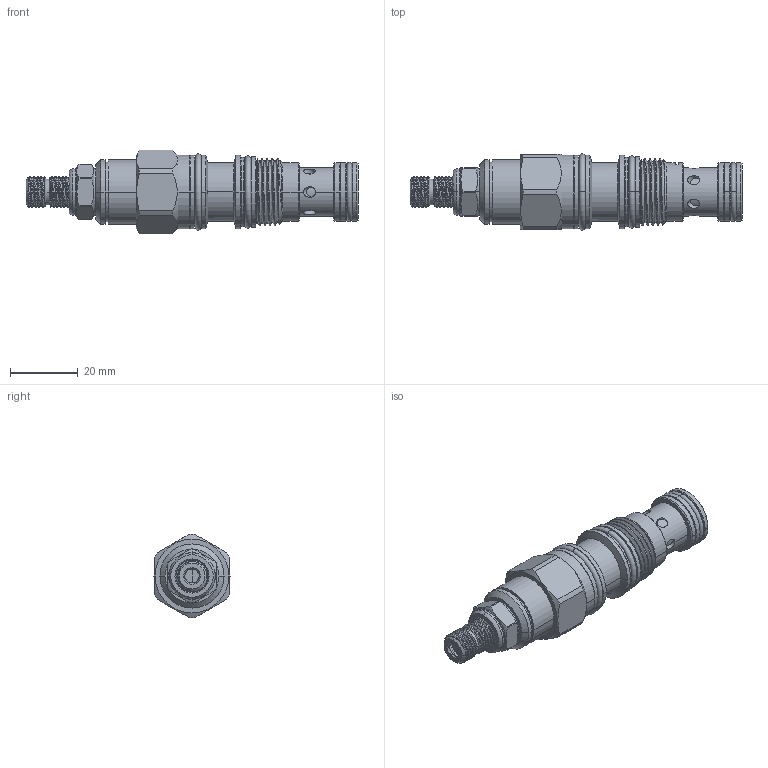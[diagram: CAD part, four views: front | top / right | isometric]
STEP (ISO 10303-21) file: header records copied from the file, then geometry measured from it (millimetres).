
FILE_DESCRIPTION (( 'STEP AP203' ), '1' );
FILE_NAME ('CO11A30-L.STEP', '2024-05-21T05:32:21', ( '' ), ( '' ), 'SwSTEP 2.0', 'SolidWorks 2018', '' );
FILE_SCHEMA (( 'CONFIG_CONTROL_DESIGN' ));
Length unit declared in the file: millimetre
Products named in the file (1): CO11A30-L
Bounding box: 98.31 x 22.55 x 24.79 mm (x, y, z)
Volume: 24193 mm3; surface area: 8517.9 mm2
Topology: 1 solids, 1 shells, 297 faces, 716 edges, 450 vertices
Faces by surface type: cylinder 151, plane 59, cone 45, torus 35, bspline 7
Entity records: 16521 total; most frequent: CARTESIAN_POINT 9782, ORIENTED_EDGE 1428, DIRECTION 1382, EDGE_CURVE 714, AXIS2_PLACEMENT_3D 588, VERTEX_POINT 450, EDGE_LOOP 330, FACE_OUTER_BOUND 297
